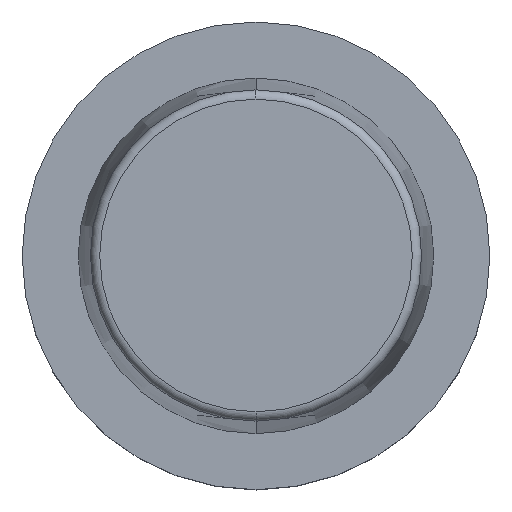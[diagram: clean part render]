
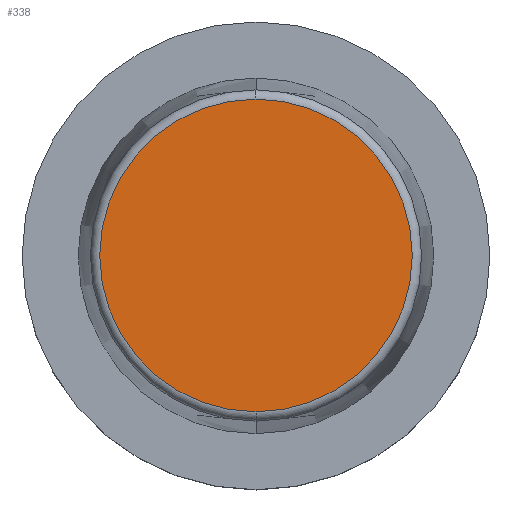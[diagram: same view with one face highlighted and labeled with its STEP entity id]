
A CAD part, top view. The second image highlights one B-rep face of the part: STEP entity #338.
In plain terms, the highlighted planar face has unit normal (0, 0, 1).
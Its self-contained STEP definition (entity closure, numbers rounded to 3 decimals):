
#338=ADVANCED_FACE('',(#750),#751,.T.);
#484=EDGE_CURVE('',#560,#524,#912,.T.);
#524=VERTEX_POINT('',#959);
#560=VERTEX_POINT('',#999);
#586=EDGE_CURVE('',#524,#560,#1029,.T.);
#750=FACE_OUTER_BOUND('',#1221,.T.);
#751=PLANE('',#1222);
#912=CIRCLE('',#1435,33.41);
#959=CARTESIAN_POINT('',(0.,-33.41,50.0));
#999=CARTESIAN_POINT('',(0.0,33.41,50.0));
#1029=CIRCLE('',#1583,33.41);
#1221=EDGE_LOOP('',(#1802,#1803));
#1222=AXIS2_PLACEMENT_3D('',#1804,#1805,#1806);
#1435=AXIS2_PLACEMENT_3D('',#2013,#2014,#2015);
#1583=AXIS2_PLACEMENT_3D('',#2153,#2154,#2155);
#1802=ORIENTED_EDGE('',*,*,#484,.F.);
#1803=ORIENTED_EDGE('',*,*,#586,.F.);
#1804=CARTESIAN_POINT('',(0.0,16.705,50.0));
#1805=DIRECTION('',(-0.0,0.0,1.0));
#1806=DIRECTION('',(0.0,-1.0,0.0));
#2013=CARTESIAN_POINT('',(0.0,0.0,50.0));
#2014=DIRECTION('',(0.0,0.0,-1.0));
#2015=DIRECTION('',(0.0,1.0,0.0));
#2153=CARTESIAN_POINT('',(0.0,0.0,50.0));
#2154=DIRECTION('',(0.0,0.0,-1.0));
#2155=DIRECTION('',(0.0,1.0,0.0));
